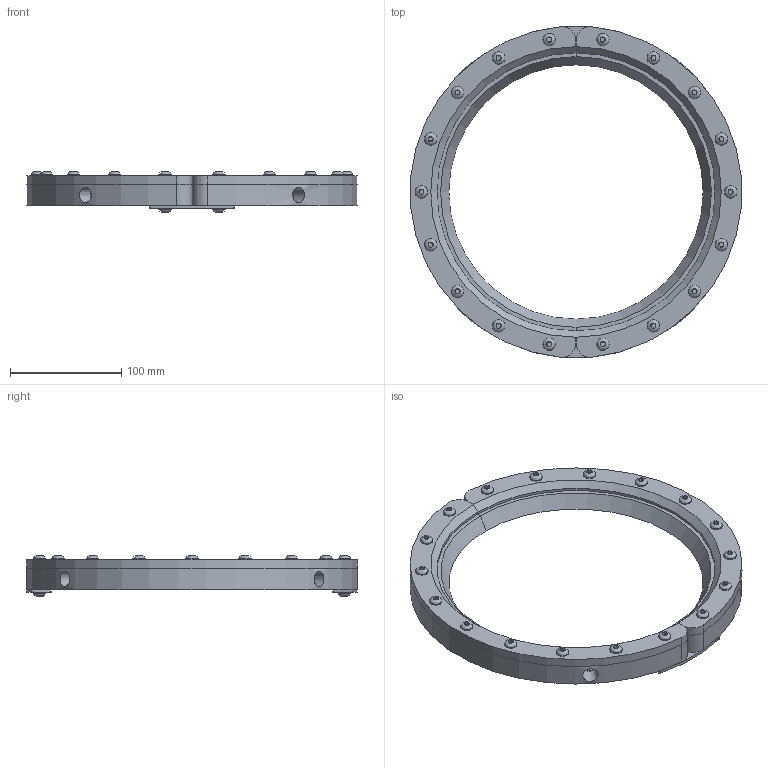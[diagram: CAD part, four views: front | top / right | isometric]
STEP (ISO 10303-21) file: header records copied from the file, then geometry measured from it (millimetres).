
FILE_DESCRIPTION((''),'2;1');
FILE_NAME('2409-3D.stp','2010-06-03T16:08:07',('michael witt'),(''),'Autodesk Inventor 2010','Autodesk Inventor 2010','');
FILE_SCHEMA(('AUTOMOTIVE_DESIGN { 1 0 10303 214 1 1 1 1 }'));
Length unit declared in the file: inch
Products named in the file (29): Assembly19; Part778; Part780; Part782; Part784; Part786; Part788; Part790; Part792; Part794; Part796; Part798; Part800; Part802; Part804; Part806; Part808; Part810; Part812; Part814; Part816; Part818; Part820; Part822; Part824; Part826; Part828; Part830; Part832
Assembly tree (28 placements, depth 2):
  Assembly19
    Part778
    Part780
    Part782
    Part784
    Part786
    Part788
    Part790
    Part792
    Part794
    Part796
    Part798
    Part800
    Part802
    Part804
    Part806
    Part808
    Part810
    Part812
    Part814
    Part816
    Part818
    Part820
    Part822
    Part824
    Part826
    Part828
    Part830
    Part832
Bounding box: 297.32 x 297.4 x 36.33 mm (x, y, z)
Volume: 614610 mm3; surface area: 169889.8 mm2
Topology: 28 solids, 28 shells, 425 faces, 986 edges, 665 vertices
Faces by surface type: plane 239, cylinder 91, bspline 67, cone 28
Full cylindrical faces by diameter (mm): 6.35 x31, 7.112 x12, 11.1 x22, 11.114 x2
Entity records: 13324 total; most frequent: CARTESIAN_POINT 3571, DIRECTION 1890, ORIENTED_EDGE 1552, EDGE_CURVE 776, AXIS2_PLACEMENT_3D 707, EDGE_LOOP 690, VERTEX_POINT 594, VECTOR 476
